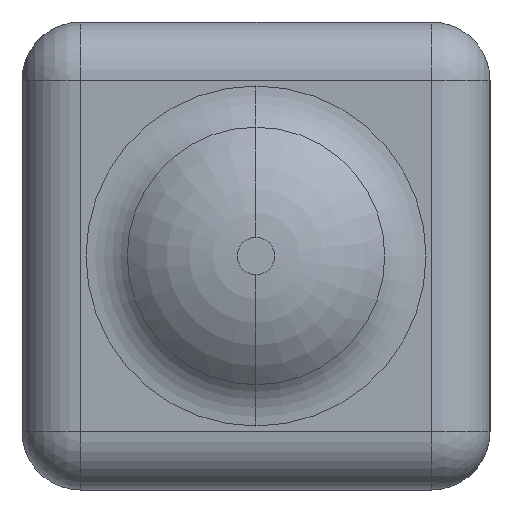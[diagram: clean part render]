
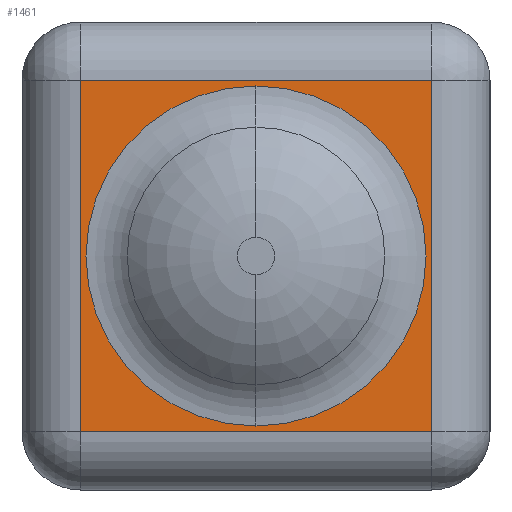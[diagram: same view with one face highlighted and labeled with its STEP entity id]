
A CAD part, left-side view. The second image highlights one B-rep face of the part: STEP entity #1461.
In plain terms, the highlighted planar face has unit normal (-1, 0, 0).
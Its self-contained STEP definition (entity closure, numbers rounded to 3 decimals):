
#5 = LINE ( 'NONE', #737, #1016 ) ;
#31 = AXIS2_PLACEMENT_3D ( 'NONE', #1273, #455, #949 ) ;
#58 = CARTESIAN_POINT ( 'NONE',  ( -5.05, -1.5, -1.125 ) ) ;
#111 = DIRECTION ( 'NONE',  ( 0., 0., 1. ) ) ;
#159 = VERTEX_POINT ( 'NONE', #335 ) ;
#206 = EDGE_CURVE ( 'NONE', #227, #1563, #821, .T. ) ;
#215 = DIRECTION ( 'NONE',  ( 0., -1., 0. ) ) ;
#227 = VERTEX_POINT ( 'NONE', #1111 ) ;
#246 = VECTOR ( 'NONE', #603, 1000. ) ;
#261 = EDGE_CURVE ( 'NONE', #1563, #159, #366, .T. ) ;
#319 = ORIENTED_EDGE ( 'NONE', *, *, #967, .T. ) ;
#335 = CARTESIAN_POINT ( 'NONE',  ( -5.05, -1.125, 1.125 ) ) ;
#362 = DIRECTION ( 'NONE',  ( 1., 0., 0. ) ) ;
#366 = LINE ( 'NONE', #492, #774 ) ;
#377 = DIRECTION ( 'NONE',  ( 0., 0., 1. ) ) ;
#455 = DIRECTION ( 'NONE',  ( 1., 0., 0. ) ) ;
#465 = CIRCLE ( 'NONE', #721, 1.09 ) ;
#492 = CARTESIAN_POINT ( 'NONE',  ( -5.05, -1.125, 1.5 ) ) ;
#511 = EDGE_CURVE ( 'NONE', #1097, #773, #959, .T. ) ;
#603 = DIRECTION ( 'NONE',  ( 0., 0., -1. ) ) ;
#637 = CARTESIAN_POINT ( 'NONE',  ( -5.05, 1.125, 1.125 ) ) ;
#649 = ORIENTED_EDGE ( 'NONE', *, *, #1401, .T. ) ;
#695 = EDGE_LOOP ( 'NONE', ( #1279, #1382 ) ) ;
#713 = FACE_OUTER_BOUND ( 'NONE', #730, .T. ) ;
#721 = AXIS2_PLACEMENT_3D ( 'NONE', #1086, #362, #1222 ) ;
#730 = EDGE_LOOP ( 'NONE', ( #319, #649, #900, #1398 ) ) ;
#735 = LINE ( 'NONE', #1370, #246 ) ;
#737 = CARTESIAN_POINT ( 'NONE',  ( -5.05, -8.337, 1.125 ) ) ;
#738 = EDGE_CURVE ( 'NONE', #773, #1097, #465, .T. ) ;
#743 = DIRECTION ( 'NONE',  ( 0., 1., 0. ) ) ;
#773 = VERTEX_POINT ( 'NONE', #1333 ) ;
#774 = VECTOR ( 'NONE', #111, 1000. ) ;
#821 = LINE ( 'NONE', #58, #1457 ) ;
#825 = VERTEX_POINT ( 'NONE', #637 ) ;
#842 = CARTESIAN_POINT ( 'NONE',  ( -5.05, -8.337, 1.5 ) ) ;
#900 = ORIENTED_EDGE ( 'NONE', *, *, #206, .T. ) ;
#949 = DIRECTION ( 'NONE',  ( 0., 0., 1. ) ) ;
#959 = CIRCLE ( 'NONE', #31, 1.09 ) ;
#967 = EDGE_CURVE ( 'NONE', #159, #825, #5, .T. ) ;
#973 = PLANE ( 'NONE',  #1584 ) ;
#1001 = FACE_BOUND ( 'NONE', #695, .T. ) ;
#1008 = CARTESIAN_POINT ( 'NONE',  ( -5.05, 0., 1.09 ) ) ;
#1016 = VECTOR ( 'NONE', #743, 1000. ) ;
#1025 = CARTESIAN_POINT ( 'NONE',  ( -5.05, -1.125, -1.125 ) ) ;
#1086 = CARTESIAN_POINT ( 'NONE',  ( -5.05, 0., 0. ) ) ;
#1097 = VERTEX_POINT ( 'NONE', #1008 ) ;
#1111 = CARTESIAN_POINT ( 'NONE',  ( -5.05, 1.125, -1.125 ) ) ;
#1222 = DIRECTION ( 'NONE',  ( 0., 0., 1. ) ) ;
#1273 = CARTESIAN_POINT ( 'NONE',  ( -5.05, 0., 0. ) ) ;
#1279 = ORIENTED_EDGE ( 'NONE', *, *, #511, .T. ) ;
#1333 = CARTESIAN_POINT ( 'NONE',  ( -5.05, 0., -1.09 ) ) ;
#1370 = CARTESIAN_POINT ( 'NONE',  ( -5.05, 1.125, 1.5 ) ) ;
#1382 = ORIENTED_EDGE ( 'NONE', *, *, #738, .T. ) ;
#1398 = ORIENTED_EDGE ( 'NONE', *, *, #261, .T. ) ;
#1401 = EDGE_CURVE ( 'NONE', #825, #227, #735, .T. ) ;
#1457 = VECTOR ( 'NONE', #215, 1000. ) ;
#1461 = ADVANCED_FACE ( 'NONE', ( #1001, #713 ), #973, .T. ) ;
#1563 = VERTEX_POINT ( 'NONE', #1025 ) ;
#1584 = AXIS2_PLACEMENT_3D ( 'NONE', #842, #1617, #377 ) ;
#1617 = DIRECTION ( 'NONE',  ( -1., 0., 0. ) ) ;
